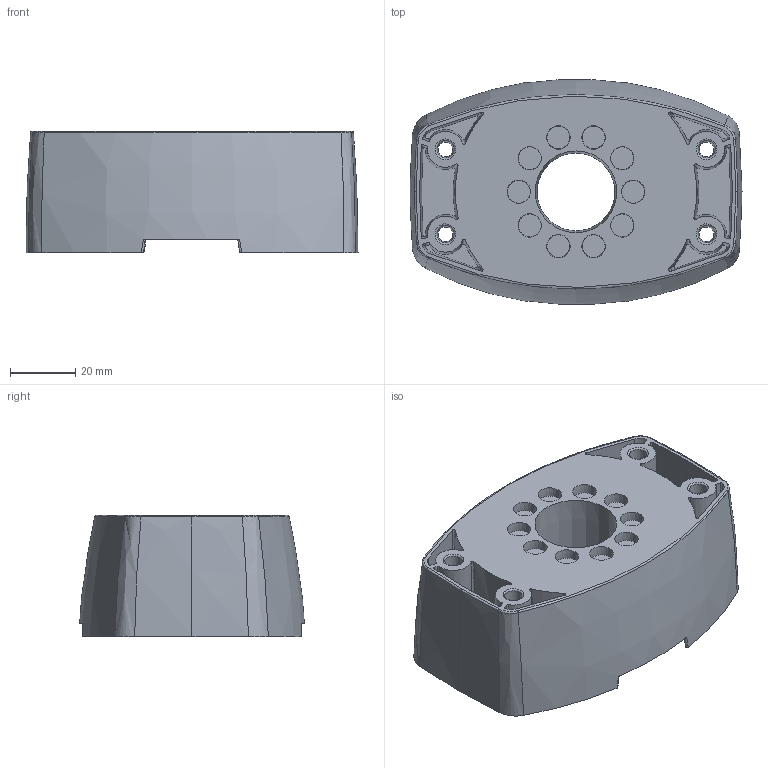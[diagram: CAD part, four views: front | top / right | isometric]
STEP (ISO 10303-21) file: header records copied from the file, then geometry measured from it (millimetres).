
FILE_DESCRIPTION( ( '' ), ' ' );
FILE_NAME( '5858eb56112be6126affa67b.step', '2016-12-20T08:27:03', ( '' ), ( '' ), ' ', ' ', ' ' );
FILE_SCHEMA( ( 'AUTOMOTIVE_DESIGN { 1 0 10303 214 1 1 1 1 }' ) );
Length unit declared in the file: metre
Products named in the file (1): Gripper Pivot
Bounding box: 101.71 x 68.84 x 37.1 mm (x, y, z)
Volume: 154733 mm3; surface area: 38115.2 mm2
Topology: 1 solids, 1 shells, 135 faces, 333 edges, 220 vertices
Faces by surface type: bspline 64, cone 33, plane 32, revolution 4, cylinder 2
Entity records: 7653 total; most frequent: CARTESIAN_POINT 4051, ORIENTED_EDGE 616, EDGE_CURVE 308, DIRECTION 302, VERTEX_POINT 218, B_SPLINE_CURVE_WITH_KNOTS 210, EDGE_LOOP 188, AXIS2_PLACEMENT_3D 140
